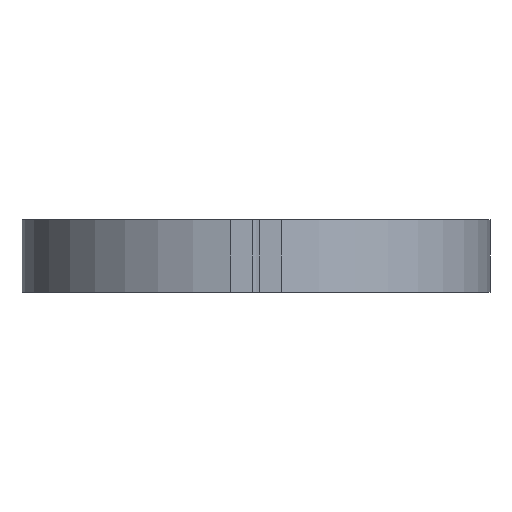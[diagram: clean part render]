
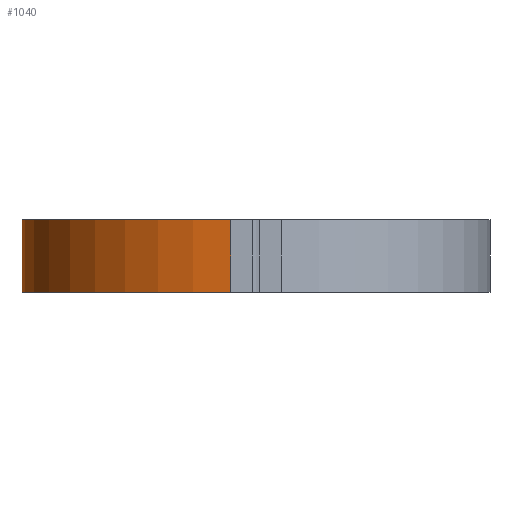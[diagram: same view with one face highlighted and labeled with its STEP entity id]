
A CAD part, front view. The second image highlights one B-rep face of the part: STEP entity #1040.
In plain terms, the highlighted cylindrical face has radius 32.5 mm (diameter 65 mm), a partial arc.
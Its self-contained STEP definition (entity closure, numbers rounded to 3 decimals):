
#17 = VECTOR ( 'NONE', #206, 1000. ) ;
#28 = VERTEX_POINT ( 'NONE', #279 ) ;
#41 = DIRECTION ( 'NONE',  ( 0., 0., 1. ) ) ;
#55 = VERTEX_POINT ( 'NONE', #845 ) ;
#80 = CYLINDRICAL_SURFACE ( 'NONE', #944, 32.5 ) ;
#154 = VECTOR ( 'NONE', #638, 1000. ) ;
#206 = DIRECTION ( 'NONE',  ( 0., 0., -1. ) ) ;
#239 = DIRECTION ( 'NONE',  ( -1., 0., 0. ) ) ;
#253 = AXIS2_PLACEMENT_3D ( 'NONE', #865, #786, #701 ) ;
#274 = CIRCLE ( 'NONE', #253, 32.5 ) ;
#279 = CARTESIAN_POINT ( 'NONE',  ( -32.5, 0., 0. ) ) ;
#284 = VERTEX_POINT ( 'NONE', #603 ) ;
#299 = ORIENTED_EDGE ( 'NONE', *, *, #925, .T. ) ;
#363 = AXIS2_PLACEMENT_3D ( 'NONE', #716, #41, #388 ) ;
#368 = EDGE_CURVE ( 'NONE', #779, #284, #274, .T. ) ;
#388 = DIRECTION ( 'NONE',  ( 1., 0., 0. ) ) ;
#398 = ORIENTED_EDGE ( 'NONE', *, *, #828, .F. ) ;
#400 = ORIENTED_EDGE ( 'NONE', *, *, #918, .T. ) ;
#457 = LINE ( 'NONE', #710, #17 ) ;
#523 = CARTESIAN_POINT ( 'NONE',  ( -32.5, 0., 10. ) ) ;
#539 = EDGE_LOOP ( 'NONE', ( #942, #299, #400, #398 ) ) ;
#603 = CARTESIAN_POINT ( 'NONE',  ( -3.5, -32.311, 10. ) ) ;
#638 = DIRECTION ( 'NONE',  ( 0., 0., -1. ) ) ;
#701 = DIRECTION ( 'NONE',  ( 1., 0., 0. ) ) ;
#710 = CARTESIAN_POINT ( 'NONE',  ( -3.5, -32.311, 10. ) ) ;
#716 = CARTESIAN_POINT ( 'NONE',  ( 0., 0., 0. ) ) ;
#719 = LINE ( 'NONE', #1065, #154 ) ;
#779 = VERTEX_POINT ( 'NONE', #523 ) ;
#786 = DIRECTION ( 'NONE',  ( 0., 0., 1. ) ) ;
#823 = DIRECTION ( 'NONE',  ( 0., 0., -1. ) ) ;
#828 = EDGE_CURVE ( 'NONE', #284, #55, #457, .T. ) ;
#845 = CARTESIAN_POINT ( 'NONE',  ( -3.5, -32.311, 0. ) ) ;
#865 = CARTESIAN_POINT ( 'NONE',  ( 0., 0., 10. ) ) ;
#891 = CIRCLE ( 'NONE', #363, 32.5 ) ;
#918 = EDGE_CURVE ( 'NONE', #28, #55, #891, .T. ) ;
#925 = EDGE_CURVE ( 'NONE', #779, #28, #719, .T. ) ;
#942 = ORIENTED_EDGE ( 'NONE', *, *, #368, .F. ) ;
#944 = AXIS2_PLACEMENT_3D ( 'NONE', #999, #823, #239 ) ;
#999 = CARTESIAN_POINT ( 'NONE',  ( 0., 0., 10. ) ) ;
#1016 = FACE_OUTER_BOUND ( 'NONE', #539, .T. ) ;
#1040 = ADVANCED_FACE ( 'NONE', ( #1016 ), #80, .T. ) ;
#1065 = CARTESIAN_POINT ( 'NONE',  ( -32.5, 0., 10. ) ) ;
